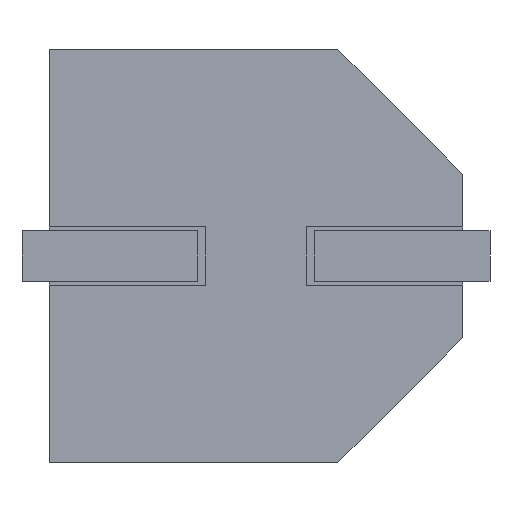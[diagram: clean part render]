
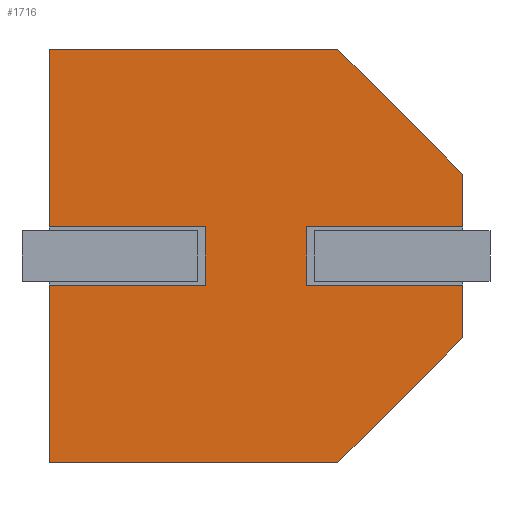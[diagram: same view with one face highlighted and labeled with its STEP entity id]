
A CAD part, front view. The second image highlights one B-rep face of the part: STEP entity #1716.
In plain terms, the highlighted planar face has unit normal (0, -1, 0).
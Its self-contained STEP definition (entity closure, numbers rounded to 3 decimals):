
#11 = VERTEX_POINT ( 'NONE', #2271 ) ;
#19 = CARTESIAN_POINT ( 'NONE',  ( -0.65, 0., 0.375 ) ) ;
#21 = EDGE_CURVE ( 'NONE', #2115, #644, #1725, .T. ) ;
#27 = DIRECTION ( 'NONE',  ( 0., 0., -1. ) ) ;
#39 = VERTEX_POINT ( 'NONE', #1448 ) ;
#98 = EDGE_CURVE ( 'NONE', #39, #1843, #385, .T. ) ;
#100 = LINE ( 'NONE', #2470, #1612 ) ;
#124 = LINE ( 'NONE', #353, #2200 ) ;
#139 = VECTOR ( 'NONE', #2457, 1000. ) ;
#183 = DIRECTION ( 'NONE',  ( 0., 0., 1. ) ) ;
#198 = CARTESIAN_POINT ( 'NONE',  ( 1.05, 0., 2.65 ) ) ;
#205 = LINE ( 'NONE', #591, #139 ) ;
#213 = VECTOR ( 'NONE', #1127, 1000. ) ;
#272 = EDGE_CURVE ( 'NONE', #39, #2655, #205, .T. ) ;
#287 = CARTESIAN_POINT ( 'NONE',  ( -0.65, 0., 0.375 ) ) ;
#317 = CARTESIAN_POINT ( 'NONE',  ( -2.65, 0., 2.65 ) ) ;
#325 = EDGE_CURVE ( 'NONE', #1133, #1738, #2532, .T. ) ;
#348 = LINE ( 'NONE', #1486, #1450 ) ;
#353 = CARTESIAN_POINT ( 'NONE',  ( -2.65, 0., 0.375 ) ) ;
#385 = LINE ( 'NONE', #2299, #1419 ) ;
#393 = CARTESIAN_POINT ( 'NONE',  ( 2.65, 0., -0.375 ) ) ;
#402 = EDGE_CURVE ( 'NONE', #2115, #676, #1908, .T. ) ;
#407 = DIRECTION ( 'NONE',  ( 1., 0., 0. ) ) ;
#429 = CARTESIAN_POINT ( 'NONE',  ( -2.65, 0., 0.375 ) ) ;
#446 = CARTESIAN_POINT ( 'NONE',  ( 2.65, 0., 0.375 ) ) ;
#463 = ORIENTED_EDGE ( 'NONE', *, *, #21, .F. ) ;
#506 = EDGE_CURVE ( 'NONE', #1471, #1813, #1464, .T. ) ;
#591 = CARTESIAN_POINT ( 'NONE',  ( 1.05, 0., 2.65 ) ) ;
#598 = ORIENTED_EDGE ( 'NONE', *, *, #1991, .F. ) ;
#617 = DIRECTION ( 'NONE',  ( -1., 0., 0. ) ) ;
#626 = EDGE_CURVE ( 'NONE', #1763, #834, #1402, .T. ) ;
#644 = VERTEX_POINT ( 'NONE', #907 ) ;
#664 = CARTESIAN_POINT ( 'NONE',  ( 2.65, 0., 2.65 ) ) ;
#676 = VERTEX_POINT ( 'NONE', #1318 ) ;
#704 = ORIENTED_EDGE ( 'NONE', *, *, #1246, .F. ) ;
#737 = CARTESIAN_POINT ( 'NONE',  ( -2.65, 0., -0.375 ) ) ;
#764 = DIRECTION ( 'NONE',  ( 0., 0., -1. ) ) ;
#834 = VERTEX_POINT ( 'NONE', #317 ) ;
#869 = CARTESIAN_POINT ( 'NONE',  ( 0.65, 0., -0.375 ) ) ;
#907 = CARTESIAN_POINT ( 'NONE',  ( -2.65, 0., -2.65 ) ) ;
#913 = ORIENTED_EDGE ( 'NONE', *, *, #626, .F. ) ;
#920 = LINE ( 'NONE', #1056, #1945 ) ;
#923 = CARTESIAN_POINT ( 'NONE',  ( 2.65, 0., 0.375 ) ) ;
#924 = EDGE_CURVE ( 'NONE', #644, #1374, #348, .T. ) ;
#935 = ORIENTED_EDGE ( 'NONE', *, *, #924, .F. ) ;
#948 = LINE ( 'NONE', #1860, #1365 ) ;
#956 = VECTOR ( 'NONE', #2315, 1000. ) ;
#1035 = PLANE ( 'NONE',  #1240 ) ;
#1056 = CARTESIAN_POINT ( 'NONE',  ( 0.65, 0., 0.375 ) ) ;
#1085 = ORIENTED_EDGE ( 'NONE', *, *, #325, .F. ) ;
#1127 = DIRECTION ( 'NONE',  ( -1., 0., 0. ) ) ;
#1133 = VERTEX_POINT ( 'NONE', #2482 ) ;
#1163 = EDGE_CURVE ( 'NONE', #11, #1133, #920, .T. ) ;
#1240 = AXIS2_PLACEMENT_3D ( 'NONE', #2651, #1423, #183 ) ;
#1246 = EDGE_CURVE ( 'NONE', #834, #2655, #2372, .T. ) ;
#1254 = DIRECTION ( 'NONE',  ( 0., 0., -1. ) ) ;
#1274 = DIRECTION ( 'NONE',  ( 0., 0., 1. ) ) ;
#1318 = CARTESIAN_POINT ( 'NONE',  ( 2.65, 0., -1.05 ) ) ;
#1365 = VECTOR ( 'NONE', #27, 1000. ) ;
#1370 = VECTOR ( 'NONE', #2097, 1000. ) ;
#1374 = VERTEX_POINT ( 'NONE', #737 ) ;
#1375 = CARTESIAN_POINT ( 'NONE',  ( -0.65, 0., -0.375 ) ) ;
#1402 = LINE ( 'NONE', #1718, #2378 ) ;
#1419 = VECTOR ( 'NONE', #764, 1000. ) ;
#1423 = DIRECTION ( 'NONE',  ( 0., 1., 0. ) ) ;
#1445 = ORIENTED_EDGE ( 'NONE', *, *, #1602, .F. ) ;
#1448 = CARTESIAN_POINT ( 'NONE',  ( 2.65, 0., 1.05 ) ) ;
#1450 = VECTOR ( 'NONE', #1274, 1000. ) ;
#1464 = LINE ( 'NONE', #287, #2012 ) ;
#1471 = VERTEX_POINT ( 'NONE', #1375 ) ;
#1479 = DIRECTION ( 'NONE',  ( 1., 0., 0. ) ) ;
#1483 = FACE_OUTER_BOUND ( 'NONE', #1869, .T. ) ;
#1486 = CARTESIAN_POINT ( 'NONE',  ( -2.65, 0., 2.65 ) ) ;
#1521 = DIRECTION ( 'NONE',  ( 0., 0., 1. ) ) ;
#1538 = ORIENTED_EDGE ( 'NONE', *, *, #506, .F. ) ;
#1585 = DIRECTION ( 'NONE',  ( -1., 0., 0. ) ) ;
#1602 = EDGE_CURVE ( 'NONE', #1374, #1471, #100, .T. ) ;
#1612 = VECTOR ( 'NONE', #407, 1000. ) ;
#1711 = ORIENTED_EDGE ( 'NONE', *, *, #1163, .F. ) ;
#1716 = ADVANCED_FACE ( 'NONE', ( #1483 ), #1035, .F. ) ;
#1718 = CARTESIAN_POINT ( 'NONE',  ( -2.65, 0., 2.65 ) ) ;
#1725 = LINE ( 'NONE', #2671, #2214 ) ;
#1738 = VERTEX_POINT ( 'NONE', #393 ) ;
#1763 = VERTEX_POINT ( 'NONE', #429 ) ;
#1812 = VECTOR ( 'NONE', #1479, 1000. ) ;
#1813 = VERTEX_POINT ( 'NONE', #19 ) ;
#1843 = VERTEX_POINT ( 'NONE', #446 ) ;
#1860 = CARTESIAN_POINT ( 'NONE',  ( 2.65, 0., 2.65 ) ) ;
#1865 = EDGE_CURVE ( 'NONE', #1738, #676, #948, .T. ) ;
#1869 = EDGE_LOOP ( 'NONE', ( #2011, #1085, #1711, #598, #2365, #2453, #704, #913, #2507, #1538, #1445, #935, #463, #1964 ) ) ;
#1908 = LINE ( 'NONE', #2105, #1370 ) ;
#1928 = DIRECTION ( 'NONE',  ( 0., 0., 1. ) ) ;
#1945 = VECTOR ( 'NONE', #1254, 1000. ) ;
#1964 = ORIENTED_EDGE ( 'NONE', *, *, #402, .T. ) ;
#1991 = EDGE_CURVE ( 'NONE', #1843, #11, #2358, .T. ) ;
#2011 = ORIENTED_EDGE ( 'NONE', *, *, #1865, .F. ) ;
#2012 = VECTOR ( 'NONE', #1521, 1000. ) ;
#2097 = DIRECTION ( 'NONE',  ( 0.707, 0., 0.707 ) ) ;
#2105 = CARTESIAN_POINT ( 'NONE',  ( 1.05, 0., -2.65 ) ) ;
#2115 = VERTEX_POINT ( 'NONE', #2377 ) ;
#2200 = VECTOR ( 'NONE', #1585, 1000. ) ;
#2214 = VECTOR ( 'NONE', #617, 1000. ) ;
#2215 = EDGE_CURVE ( 'NONE', #1813, #1763, #124, .T. ) ;
#2271 = CARTESIAN_POINT ( 'NONE',  ( 0.65, 0., 0.375 ) ) ;
#2299 = CARTESIAN_POINT ( 'NONE',  ( 2.65, 0., 2.65 ) ) ;
#2315 = DIRECTION ( 'NONE',  ( 1., 0., 0. ) ) ;
#2358 = LINE ( 'NONE', #923, #213 ) ;
#2365 = ORIENTED_EDGE ( 'NONE', *, *, #98, .F. ) ;
#2372 = LINE ( 'NONE', #664, #1812 ) ;
#2377 = CARTESIAN_POINT ( 'NONE',  ( 1.05, 0., -2.65 ) ) ;
#2378 = VECTOR ( 'NONE', #1928, 1000. ) ;
#2453 = ORIENTED_EDGE ( 'NONE', *, *, #272, .T. ) ;
#2457 = DIRECTION ( 'NONE',  ( -0.707, 0., 0.707 ) ) ;
#2470 = CARTESIAN_POINT ( 'NONE',  ( -0.65, 0., -0.375 ) ) ;
#2482 = CARTESIAN_POINT ( 'NONE',  ( 0.65, 0., -0.375 ) ) ;
#2507 = ORIENTED_EDGE ( 'NONE', *, *, #2215, .F. ) ;
#2532 = LINE ( 'NONE', #869, #956 ) ;
#2651 = CARTESIAN_POINT ( 'NONE',  ( 0., 0., 0. ) ) ;
#2655 = VERTEX_POINT ( 'NONE', #198 ) ;
#2671 = CARTESIAN_POINT ( 'NONE',  ( 2.65, 0., -2.65 ) ) ;
